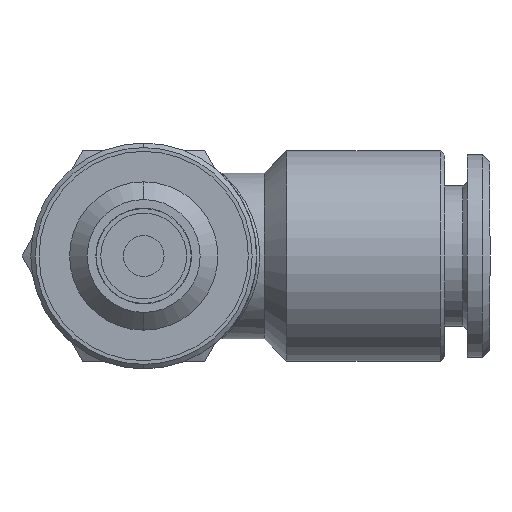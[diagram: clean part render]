
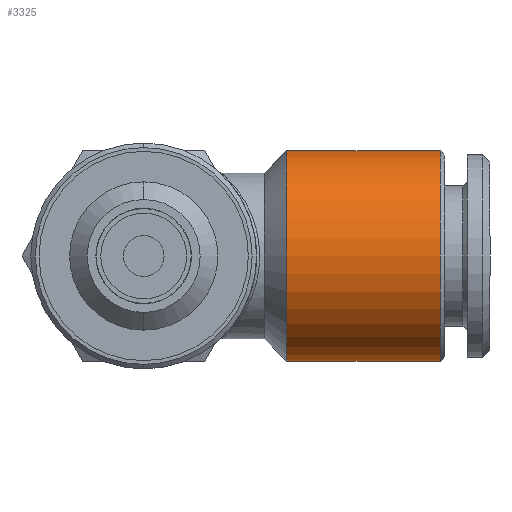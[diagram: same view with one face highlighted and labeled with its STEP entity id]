
A CAD part, front view. The second image highlights one B-rep face of the part: STEP entity #3325.
In plain terms, the highlighted cylindrical face has radius 7 mm (diameter 14 mm), a partial arc.
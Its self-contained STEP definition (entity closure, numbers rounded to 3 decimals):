
#614 = DIRECTION ( 'NONE',  ( 0., 0., 1. ) ) ;
#615 = DIRECTION ( 'NONE',  ( -1., 0., 0. ) ) ;
#645 = CARTESIAN_POINT ( 'NONE',  ( 9.5, 14.7, 0. ) ) ;
#646 = AXIS2_PLACEMENT_3D ( 'NONE', #645, #615, #614 ) ;
#678 = CIRCLE ( 'NONE', #646, 7. ) ;
#1205 = DIRECTION ( 'NONE',  ( 0., 0., 1. ) ) ;
#1260 = FACE_OUTER_BOUND ( 'NONE', #3349, .T. ) ;
#1261 = AXIS2_PLACEMENT_3D ( 'NONE', #1273, #1277, #1269 ) ;
#1262 = AXIS2_PLACEMENT_3D ( 'NONE', #1280, #1279, #1205 ) ;
#1264 = CYLINDRICAL_SURFACE ( 'NONE', #1262, 7. ) ;
#1269 = DIRECTION ( 'NONE',  ( 0., 0., 1. ) ) ;
#1273 = CARTESIAN_POINT ( 'NONE',  ( 19.7, 14.7, 0. ) ) ;
#1274 = CIRCLE ( 'NONE', #1261, 7. ) ;
#1277 = DIRECTION ( 'NONE',  ( -1., 0., 0. ) ) ;
#1279 = DIRECTION ( 'NONE',  ( -1., 0., 0. ) ) ;
#1280 = CARTESIAN_POINT ( 'NONE',  ( -5.577, 14.7, 0. ) ) ;
#1918 = CARTESIAN_POINT ( 'NONE',  ( 9.5, 14.7, -7. ) ) ;
#2209 = DIRECTION ( 'NONE',  ( -1., 0., 0. ) ) ;
#2210 = VECTOR ( 'NONE', #2209, 1000. ) ;
#2211 = CARTESIAN_POINT ( 'NONE',  ( -5.577, 14.7, 7. ) ) ;
#2212 = LINE ( 'NONE', #2211, #2210 ) ;
#2314 = CARTESIAN_POINT ( 'NONE',  ( 19.7, 14.7, 7. ) ) ;
#2316 = DIRECTION ( 'NONE',  ( -1., 0., 0. ) ) ;
#2318 = VECTOR ( 'NONE', #2316, 1000. ) ;
#2319 = CARTESIAN_POINT ( 'NONE',  ( -5.577, 14.7, -7. ) ) ;
#2332 = CARTESIAN_POINT ( 'NONE',  ( 9.5, 14.7, 7. ) ) ;
#2346 = LINE ( 'NONE', #2319, #2318 ) ;
#2419 = CARTESIAN_POINT ( 'NONE',  ( 19.7, 14.7, -7. ) ) ;
#2896 = EDGE_CURVE ( 'NONE', #2910, #2913, #2212, .T. ) ;
#2905 = VERTEX_POINT ( 'NONE', #1918 ) ;
#2910 = VERTEX_POINT ( 'NONE', #2314 ) ;
#2913 = VERTEX_POINT ( 'NONE', #2332 ) ;
#2919 = EDGE_CURVE ( 'NONE', #2942, #2905, #2346, .T. ) ;
#2942 = VERTEX_POINT ( 'NONE', #2419 ) ;
#3288 = ORIENTED_EDGE ( 'NONE', *, *, #2896, .T. ) ;
#3289 = ORIENTED_EDGE ( 'NONE', *, *, #3563, .F. ) ;
#3316 = EDGE_CURVE ( 'NONE', #2942, #2910, #1274, .T. ) ;
#3324 = ORIENTED_EDGE ( 'NONE', *, *, #3316, .T. ) ;
#3325 = ADVANCED_FACE ( 'NONE', ( #1260 ), #1264, .T. ) ;
#3349 = EDGE_LOOP ( 'NONE', ( #3350, #3324, #3288, #3289 ) ) ;
#3350 = ORIENTED_EDGE ( 'NONE', *, *, #2919, .F. ) ;
#3563 = EDGE_CURVE ( 'NONE', #2905, #2913, #678, .T. ) ;
